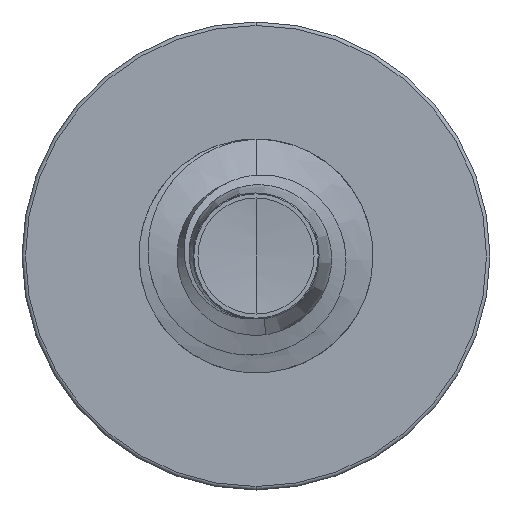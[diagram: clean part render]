
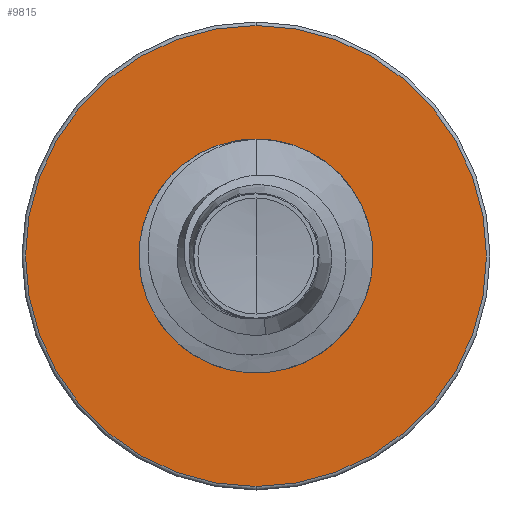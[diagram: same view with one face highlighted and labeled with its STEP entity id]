
A CAD part, front view. The second image highlights one B-rep face of the part: STEP entity #9815.
In plain terms, the highlighted planar face has unit normal (0, -1, 0).
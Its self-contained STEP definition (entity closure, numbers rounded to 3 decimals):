
#1225 = AXIS2_PLACEMENT_3D ( 'NONE', #8801, #10970, #2563 ) ;
#1834 = ORIENTED_EDGE ( 'NONE', *, *, #13301, .F. ) ;
#1898 = DIRECTION ( 'NONE',  ( 0., 0., 1. ) ) ;
#1900 = DIRECTION ( 'NONE',  ( 0., 1., 0. ) ) ;
#1954 = CARTESIAN_POINT ( 'NONE',  ( 0., 7., 0. ) ) ;
#2563 = DIRECTION ( 'NONE',  ( 0., 0., 1. ) ) ;
#4238 = VERTEX_POINT ( 'NONE', #9505 ) ;
#5089 = EDGE_LOOP ( 'NONE', ( #1834, #6394 ) ) ;
#5148 = EDGE_CURVE ( 'NONE', #4238, #14404, #9877, .T. ) ;
#5429 = CIRCLE ( 'NONE', #6275, 4.925 ) ;
#5585 = EDGE_CURVE ( 'NONE', #10365, #10303, #5429, .T. ) ;
#6275 = AXIS2_PLACEMENT_3D ( 'NONE', #11066, #11043, #11039 ) ;
#6363 = DIRECTION ( 'NONE',  ( 0., 1., 0. ) ) ;
#6394 = ORIENTED_EDGE ( 'NONE', *, *, #5585, .F. ) ;
#8736 = DIRECTION ( 'NONE',  ( 0., 1., 0. ) ) ;
#8796 = AXIS2_PLACEMENT_3D ( 'NONE', #13816, #8736, #14399 ) ;
#8801 = CARTESIAN_POINT ( 'NONE',  ( 0., 7., -2.415 ) ) ;
#9478 = CARTESIAN_POINT ( 'NONE',  ( 0., 7., -4.925 ) ) ;
#9479 = FACE_OUTER_BOUND ( 'NONE', #5089, .T. ) ;
#9505 = CARTESIAN_POINT ( 'NONE',  ( 0., 7., 2.415 ) ) ;
#9815 = ADVANCED_FACE ( 'NONE', ( #9479, #12057 ), #13231, .F. ) ;
#9877 = CIRCLE ( 'NONE', #13333, 2.415 ) ;
#10190 = ORIENTED_EDGE ( 'NONE', *, *, #12755, .T. ) ;
#10303 = VERTEX_POINT ( 'NONE', #14174 ) ;
#10365 = VERTEX_POINT ( 'NONE', #9478 ) ;
#10970 = DIRECTION ( 'NONE',  ( 0., 1., 0. ) ) ;
#11039 = DIRECTION ( 'NONE',  ( 0., 0., 1. ) ) ;
#11043 = DIRECTION ( 'NONE',  ( 0., 1., 0. ) ) ;
#11066 = CARTESIAN_POINT ( 'NONE',  ( 0., 7., 0. ) ) ;
#11839 = EDGE_LOOP ( 'NONE', ( #14003, #10190 ) ) ;
#12057 = FACE_BOUND ( 'NONE', #11839, .T. ) ;
#12730 = CARTESIAN_POINT ( 'NONE',  ( 0., 7., 0. ) ) ;
#12755 = EDGE_CURVE ( 'NONE', #14404, #4238, #13114, .T. ) ;
#13114 = CIRCLE ( 'NONE', #14160, 2.415 ) ;
#13231 = PLANE ( 'NONE',  #1225 ) ;
#13301 = EDGE_CURVE ( 'NONE', #10303, #10365, #14607, .T. ) ;
#13333 = AXIS2_PLACEMENT_3D ( 'NONE', #1954, #1900, #1898 ) ;
#13398 = DIRECTION ( 'NONE',  ( 0., 0., 1. ) ) ;
#13816 = CARTESIAN_POINT ( 'NONE',  ( 0., 7., 0. ) ) ;
#14003 = ORIENTED_EDGE ( 'NONE', *, *, #5148, .T. ) ;
#14160 = AXIS2_PLACEMENT_3D ( 'NONE', #12730, #6363, #13398 ) ;
#14174 = CARTESIAN_POINT ( 'NONE',  ( 0., 7., 4.925 ) ) ;
#14399 = DIRECTION ( 'NONE',  ( 0., 0., 1. ) ) ;
#14404 = VERTEX_POINT ( 'NONE', #14765 ) ;
#14607 = CIRCLE ( 'NONE', #8796, 4.925 ) ;
#14765 = CARTESIAN_POINT ( 'NONE',  ( 0., 7., -2.415 ) ) ;
